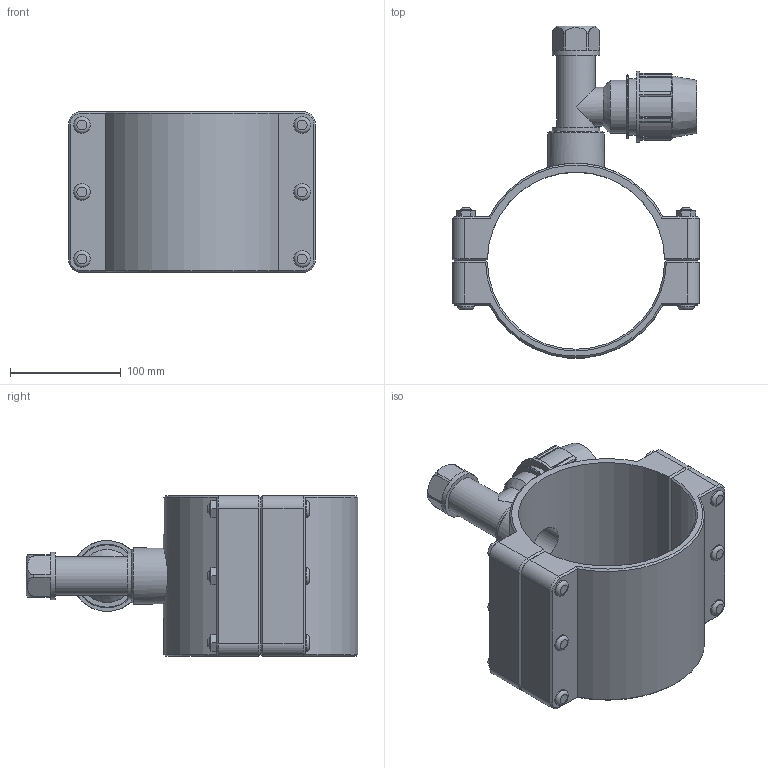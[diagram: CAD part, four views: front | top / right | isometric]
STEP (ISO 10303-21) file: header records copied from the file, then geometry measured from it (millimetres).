
FILE_DESCRIPTION(/* description */ ('PLASSON TAPPER FOR PE+PVC PIPE 160-32'),/* implementation_level */ '2;1');
FILE_NAME(/* name */ '165400160032_165406160032.ipt.stp',/* time_stamp */ '2017-06-18T09:29:41+03:00',/* author */ ('KIM'),/* organization */ (''),/* preprocessor_version */ 'ST-DEVELOPER v15.6',/* originating_system */ 'Autodesk Inventor 2015',/* authorisation */ '');
FILE_SCHEMA (('AUTOMOTIVE_DESIGN { 1 0 10303 214 3 1 1 }'));
Length unit declared in the file: millimetre
Products named in the file (1): 165400160032_165406160032
Bounding box: 223 x 299.69 x 145 mm (x, y, z)
Volume: 1426424 mm3; surface area: 261844.2 mm2
Topology: 1 solids, 1 shells, 260 faces, 620 edges, 395 vertices
Faces by surface type: plane 163, cylinder 53, cone 34, torus 10
Full cylindrical faces by diameter (mm): 10 x6, 15 x12, 25.6 x1, 32 x2, 35.057 x2, 38.952 x1, 42.847 x2, 48 x1, 50.638 x1, 51.2 x1, 57.6 x1, 64 x1
Entity records: 7740 total; most frequent: CARTESIAN_POINT 1612, DIRECTION 1212, ORIENTED_EDGE 1122, EDGE_CURVE 561, AXIS2_PLACEMENT_3D 436, VERTEX_POINT 388, EDGE_LOOP 357, LINE 340
